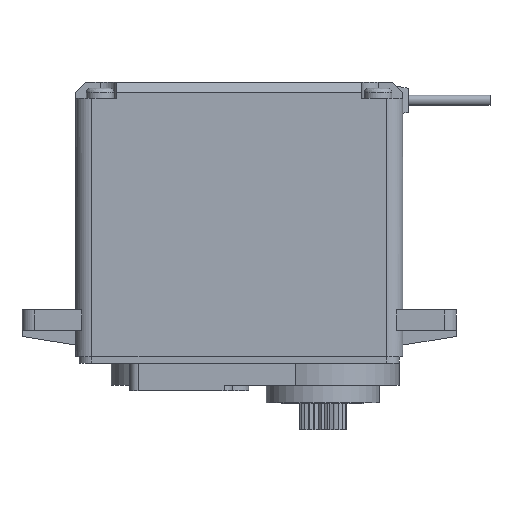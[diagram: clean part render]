
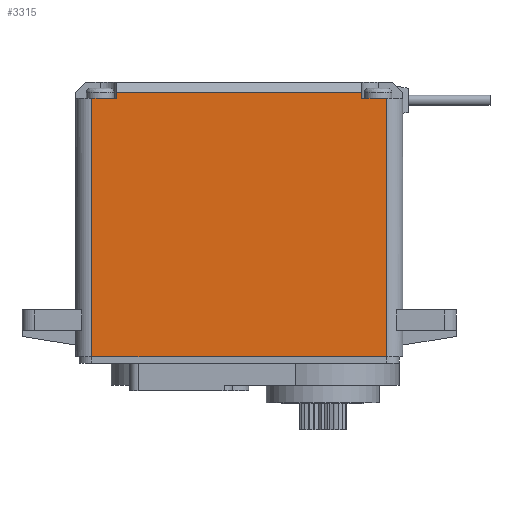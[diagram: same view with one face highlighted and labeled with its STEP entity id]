
A CAD part, front view. The second image highlights one B-rep face of the part: STEP entity #3315.
In plain terms, the highlighted planar face has unit normal (0, -1, 0).
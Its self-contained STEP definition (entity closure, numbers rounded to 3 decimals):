
#25 = DIRECTION ( 'NONE',  ( 0., 0., -1. ) ) ;
#485 = EDGE_CURVE ( 'NONE', #7804, #10947, #9722, .T. ) ;
#593 = CARTESIAN_POINT ( 'NONE',  ( 67.651, 6.223, -17.932 ) ) ;
#839 = ORIENTED_EDGE ( 'NONE', *, *, #7519, .T. ) ;
#1050 = EDGE_LOOP ( 'NONE', ( #6218, #2713, #10227, #1888, #839, #2581, #10496, #1845 ) ) ;
#1067 = LINE ( 'NONE', #2338, #7574 ) ;
#1475 = CARTESIAN_POINT ( 'NONE',  ( 67.651, 6.223, -17.182 ) ) ;
#1845 = ORIENTED_EDGE ( 'NONE', *, *, #10710, .T. ) ;
#1888 = ORIENTED_EDGE ( 'NONE', *, *, #3263, .T. ) ;
#2297 = DIRECTION ( 'NONE',  ( -1., 0., 0. ) ) ;
#2338 = CARTESIAN_POINT ( 'NONE',  ( 67.651, 6.223, -17.932 ) ) ;
#2581 = ORIENTED_EDGE ( 'NONE', *, *, #8194, .T. ) ;
#2637 = CARTESIAN_POINT ( 'NONE',  ( 67.651, 6.223, -50.282 ) ) ;
#2713 = ORIENTED_EDGE ( 'NONE', *, *, #485, .T. ) ;
#2820 = CARTESIAN_POINT ( 'NONE',  ( 32.651, 6.223, -17.182 ) ) ;
#3045 = CARTESIAN_POINT ( 'NONE',  ( 47.651, 6.223, -49.532 ) ) ;
#3199 = DIRECTION ( 'NONE',  ( 0., 0., -1. ) ) ;
#3263 = EDGE_CURVE ( 'NONE', #7232, #9619, #7974, .T. ) ;
#3315 = ADVANCED_FACE ( 'NONE', ( #4010 ), #6054, .T. ) ;
#3324 = CARTESIAN_POINT ( 'NONE',  ( 32.651, 6.223, -50.282 ) ) ;
#3417 = VECTOR ( 'NONE', #2297, 1000. ) ;
#3463 = DIRECTION ( 'NONE',  ( 0., -1., 0. ) ) ;
#3658 = VERTEX_POINT ( 'NONE', #6502 ) ;
#3699 = CARTESIAN_POINT ( 'NONE',  ( 65.651, 6.223, -49.532 ) ) ;
#3873 = VECTOR ( 'NONE', #3199, 1000. ) ;
#3916 = VECTOR ( 'NONE', #5780, 1000. ) ;
#3961 = CARTESIAN_POINT ( 'NONE',  ( 62.651, 6.223, -17.932 ) ) ;
#4010 = FACE_OUTER_BOUND ( 'NONE', #1050, .T. ) ;
#4570 = LINE ( 'NONE', #3045, #8937 ) ;
#4787 = LINE ( 'NONE', #3324, #3873 ) ;
#4981 = DIRECTION ( 'NONE',  ( -1., 0., 0. ) ) ;
#5000 = DIRECTION ( 'NONE',  ( 0., 0., 1. ) ) ;
#5206 = EDGE_CURVE ( 'NONE', #10947, #7232, #4570, .T. ) ;
#5319 = DIRECTION ( 'NONE',  ( 0., 0., -1. ) ) ;
#5780 = DIRECTION ( 'NONE',  ( -1., 0., 0. ) ) ;
#6054 = PLANE ( 'NONE',  #7575 ) ;
#6218 = ORIENTED_EDGE ( 'NONE', *, *, #9002, .T. ) ;
#6425 = CARTESIAN_POINT ( 'NONE',  ( 65.651, 6.223, -50.282 ) ) ;
#6502 = CARTESIAN_POINT ( 'NONE',  ( 32.651, 6.223, -17.932 ) ) ;
#6808 = VERTEX_POINT ( 'NONE', #3961 ) ;
#6917 = EDGE_CURVE ( 'NONE', #7579, #10967, #9680, .T. ) ;
#6994 = VECTOR ( 'NONE', #5000, 1000. ) ;
#7232 = VERTEX_POINT ( 'NONE', #3699 ) ;
#7506 = VECTOR ( 'NONE', #5319, 1000. ) ;
#7519 = EDGE_CURVE ( 'NONE', #9619, #6808, #1067, .T. ) ;
#7574 = VECTOR ( 'NONE', #4981, 1000. ) ;
#7575 = AXIS2_PLACEMENT_3D ( 'NONE', #2637, #3463, #25 ) ;
#7579 = VERTEX_POINT ( 'NONE', #9068 ) ;
#7704 = VECTOR ( 'NONE', #10647, 1000. ) ;
#7804 = VERTEX_POINT ( 'NONE', #10282 ) ;
#7830 = CARTESIAN_POINT ( 'NONE',  ( 29.651, 6.223, -49.532 ) ) ;
#7974 = LINE ( 'NONE', #6425, #7704 ) ;
#8194 = EDGE_CURVE ( 'NONE', #6808, #7579, #8978, .T. ) ;
#8617 = CARTESIAN_POINT ( 'NONE',  ( 29.651, 6.223, -50.282 ) ) ;
#8937 = VECTOR ( 'NONE', #10731, 1000. ) ;
#8978 = LINE ( 'NONE', #10040, #6994 ) ;
#9002 = EDGE_CURVE ( 'NONE', #3658, #7804, #9731, .T. ) ;
#9068 = CARTESIAN_POINT ( 'NONE',  ( 62.651, 6.223, -17.182 ) ) ;
#9619 = VERTEX_POINT ( 'NONE', #10681 ) ;
#9680 = LINE ( 'NONE', #1475, #3916 ) ;
#9722 = LINE ( 'NONE', #8617, #7506 ) ;
#9731 = LINE ( 'NONE', #593, #3417 ) ;
#10040 = CARTESIAN_POINT ( 'NONE',  ( 62.651, 6.223, -50.282 ) ) ;
#10227 = ORIENTED_EDGE ( 'NONE', *, *, #5206, .T. ) ;
#10282 = CARTESIAN_POINT ( 'NONE',  ( 29.651, 6.223, -17.932 ) ) ;
#10496 = ORIENTED_EDGE ( 'NONE', *, *, #6917, .T. ) ;
#10647 = DIRECTION ( 'NONE',  ( 0., 0., 1. ) ) ;
#10681 = CARTESIAN_POINT ( 'NONE',  ( 65.651, 6.223, -17.932 ) ) ;
#10710 = EDGE_CURVE ( 'NONE', #10967, #3658, #4787, .T. ) ;
#10731 = DIRECTION ( 'NONE',  ( 1., 0., 0. ) ) ;
#10947 = VERTEX_POINT ( 'NONE', #7830 ) ;
#10967 = VERTEX_POINT ( 'NONE', #2820 ) ;
